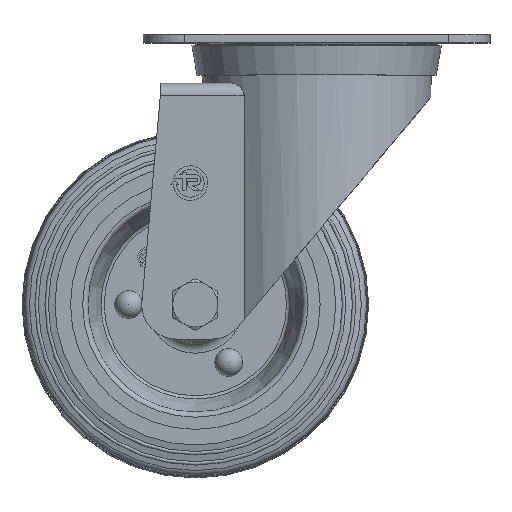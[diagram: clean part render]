
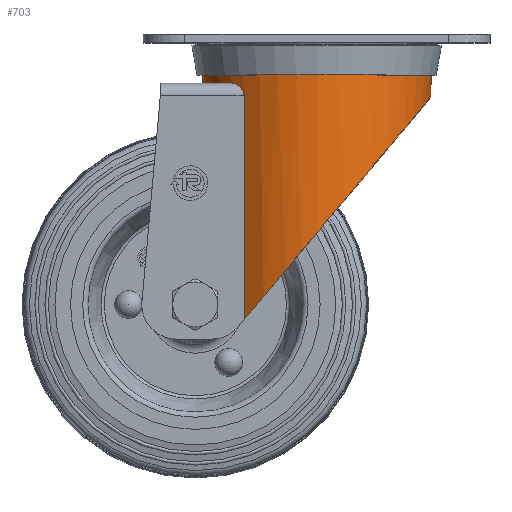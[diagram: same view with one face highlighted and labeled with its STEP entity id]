
A CAD part, top view. The second image highlights one B-rep face of the part: STEP entity #703.
In plain terms, the highlighted cylindrical face has radius 33 mm (diameter 66 mm), a full revolution.
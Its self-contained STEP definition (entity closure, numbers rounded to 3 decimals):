
#703 = ADVANCED_FACE( '', ( #1538, #1539 ), #1540, .T. );
#1538 = FACE_OUTER_BOUND( '', #2556, .T. );
#1539 = FACE_OUTER_BOUND( '', #2557, .T. );
#1540 = CYLINDRICAL_SURFACE( '', #2558, 33. );
#2556 = EDGE_LOOP( '', ( #4243 ) );
#2557 = EDGE_LOOP( '', ( #4244, #4245, #4246, #4247, #4248, #4249 ) );
#2558 = AXIS2_PLACEMENT_3D( '', #4250, #4251, #4252 );
#4243 = ORIENTED_EDGE( '', *, *, #5990, .F. );
#4244 = ORIENTED_EDGE( '', *, *, #5889, .T. );
#4245 = ORIENTED_EDGE( '', *, *, #5650, .T. );
#4246 = ORIENTED_EDGE( '', *, *, #5490, .T. );
#4247 = ORIENTED_EDGE( '', *, *, #5991, .T. );
#4248 = ORIENTED_EDGE( '', *, *, #5827, .T. );
#4249 = ORIENTED_EDGE( '', *, *, #5992, .T. );
#4250 = CARTESIAN_POINT( '', ( 35., 79.7, 0. ) );
#4251 = DIRECTION( '', ( 0., -1., 0. ) );
#4252 = DIRECTION( '', ( 0., 0., 1. ) );
#5490 = EDGE_CURVE( '', #6434, #6444, #6446, .T. );
#5650 = EDGE_CURVE( '', #6729, #6434, #6730, .T. );
#5827 = EDGE_CURVE( '', #7000, #6998, #7001, .T. );
#5889 = EDGE_CURVE( '', #7091, #6729, #7092, .F. );
#5990 = EDGE_CURVE( '', #7226, #7226, #7227, .T. );
#5991 = EDGE_CURVE( '', #6444, #7000, #7228, .T. );
#5992 = EDGE_CURVE( '', #6998, #7091, #7229, .T. );
#6434 = VERTEX_POINT( '', #7782 );
#6444 = VERTEX_POINT( '', #7795 );
#6446 = LINE( '', #7798, #7799 );
#6729 = VERTEX_POINT( '', #8180 );
#6730 = ELLIPSE( '', #8181, 51.346, 33. );
#6998 = VERTEX_POINT( '', #8575 );
#7000 = VERTEX_POINT( '', #8578 );
#7001 = CIRCLE( '', #8579, 33. );
#7091 = VERTEX_POINT( '', #8698 );
#7092 = LINE( '', #8699, #8700 );
#7226 = VERTEX_POINT( '', #8903 );
#7227 = CIRCLE( '', #8904, 33. );
#7228 = B_SPLINE_CURVE_WITH_KNOTS( '', 3, ( #8905, #8906, #8907, #8908, #8909, #8910, #8911, #8912, #8913, #8914, #8915, #8916, #8917, #8918 ), .UNSPECIFIED., .F., .F., ( 4, 2, 2, 2, 2, 2, 4 ), ( 0., 0.001, 0.002, 0.003, 0.003, 0.005, 0.007 ), .UNSPECIFIED. );
#7229 = B_SPLINE_CURVE_WITH_KNOTS( '', 3, ( #8919, #8920, #8921, #8922, #8923, #8924, #8925, #8926, #8927, #8928, #8929, #8930, #8931, #8932, #8933, #8934, #8935, #8936 ), .UNSPECIFIED., .F., .F., ( 4, 2, 2, 2, 2, 2, 2, 2, 4 ), ( 0., 0.002, 0.003, 0.003, 0.004, 0.005, 0.006, 0.006, 0.007 ), .UNSPECIFIED. );
#7782 = CARTESIAN_POINT( '', ( 14.054, -4.403, -25.5 ) );
#7795 = CARTESIAN_POINT( '', ( 14.054, 60.3, -25.5 ) );
#7798 = CARTESIAN_POINT( '', ( 14.054, 79.7, -25.5 ) );
#7799 = VECTOR( '', #9508, 1000. );
#8180 = CARTESIAN_POINT( '', ( 14.054, -4.403, 25.5 ) );
#8181 = AXIS2_PLACEMENT_3D( '', #9735, #9736, #9737 );
#8575 = CARTESIAN_POINT( '', ( 10.403, 63.8, 22. ) );
#8578 = CARTESIAN_POINT( '', ( 10.403, 63.8, -22. ) );
#8579 = AXIS2_PLACEMENT_3D( '', #9960, #9961, #9962 );
#8698 = CARTESIAN_POINT( '', ( 14.054, 60.3, 25.5 ) );
#8699 = CARTESIAN_POINT( '', ( 14.054, 79.7, 25.5 ) );
#8700 = VECTOR( '', #10040, 1000. );
#8903 = CARTESIAN_POINT( '', ( 35., 66.2, 33. ) );
#8904 = AXIS2_PLACEMENT_3D( '', #10150, #10151, #10152 );
#8905 = CARTESIAN_POINT( '', ( 14.054, 60.3, -25.5 ) );
#8906 = CARTESIAN_POINT( '', ( 14.054, 60.585, -25.5 ) );
#8907 = CARTESIAN_POINT( '', ( 14.012, 60.86, -25.466 ) );
#8908 = CARTESIAN_POINT( '', ( 13.857, 61.39, -25.337 ) );
#8909 = CARTESIAN_POINT( '', ( 13.747, 61.634, -25.246 ) );
#8910 = CARTESIAN_POINT( '', ( 13.485, 62.083, -25.022 ) );
#8911 = CARTESIAN_POINT( '', ( 13.334, 62.284, -24.893 ) );
#8912 = CARTESIAN_POINT( '', ( 13.013, 62.644, -24.609 ) );
#8913 = CARTESIAN_POINT( '', ( 12.839, 62.806, -24.453 ) );
#8914 = CARTESIAN_POINT( '', ( 12.303, 63.232, -23.96 ) );
#8915 = CARTESIAN_POINT( '', ( 11.929, 63.439, -23.602 ) );
#8916 = CARTESIAN_POINT( '', ( 11.162, 63.726, -22.827 ) );
#8917 = CARTESIAN_POINT( '', ( 10.78, 63.8, -22.421 ) );
#8918 = CARTESIAN_POINT( '', ( 10.403, 63.8, -22. ) );
#8919 = CARTESIAN_POINT( '', ( 10.403, 63.8, 22. ) );
#8920 = CARTESIAN_POINT( '', ( 10.78, 63.8, 22.421 ) );
#8921 = CARTESIAN_POINT( '', ( 11.159, 63.726, 22.824 ) );
#8922 = CARTESIAN_POINT( '', ( 11.73, 63.514, 23.401 ) );
#8923 = CARTESIAN_POINT( '', ( 11.922, 63.425, 23.59 ) );
#8924 = CARTESIAN_POINT( '', ( 12.297, 63.213, 23.951 ) );
#8925 = CARTESIAN_POINT( '', ( 12.48, 63.091, 24.123 ) );
#8926 = CARTESIAN_POINT( '', ( 12.835, 62.809, 24.45 ) );
#8927 = CARTESIAN_POINT( '', ( 13.009, 62.648, 24.606 ) );
#8928 = CARTESIAN_POINT( '', ( 13.333, 62.286, 24.891 ) );
#8929 = CARTESIAN_POINT( '', ( 13.482, 62.086, 25.02 ) );
#8930 = CARTESIAN_POINT( '', ( 13.745, 61.638, 25.244 ) );
#8931 = CARTESIAN_POINT( '', ( 13.855, 61.393, 25.336 ) );
#8932 = CARTESIAN_POINT( '', ( 13.972, 60.998, 25.432 ) );
#8933 = CARTESIAN_POINT( '', ( 14.002, 60.86, 25.458 ) );
#8934 = CARTESIAN_POINT( '', ( 14.043, 60.583, 25.491 ) );
#8935 = CARTESIAN_POINT( '', ( 14.054, 60.443, 25.5 ) );
#8936 = CARTESIAN_POINT( '', ( 14.054, 60.3, 25.5 ) );
#9508 = DIRECTION( '', ( 0., 1., 0. ) );
#9735 = CARTESIAN_POINT( '', ( 35., 20.566, 0. ) );
#9736 = DIRECTION( '', ( -0.766, 0.643, 0. ) );
#9737 = DIRECTION( '', ( 0.643, 0.766, 0. ) );
#9960 = CARTESIAN_POINT( '', ( 35., 63.8, 0. ) );
#9961 = DIRECTION( '', ( 0., 1., 0. ) );
#9962 = DIRECTION( '', ( 0., 0., 1. ) );
#10040 = DIRECTION( '', ( 0., 1., 0. ) );
#10150 = CARTESIAN_POINT( '', ( 35., 66.2, 0. ) );
#10151 = DIRECTION( '', ( 0., 1., 0. ) );
#10152 = DIRECTION( '', ( 0., 0., 1. ) );
